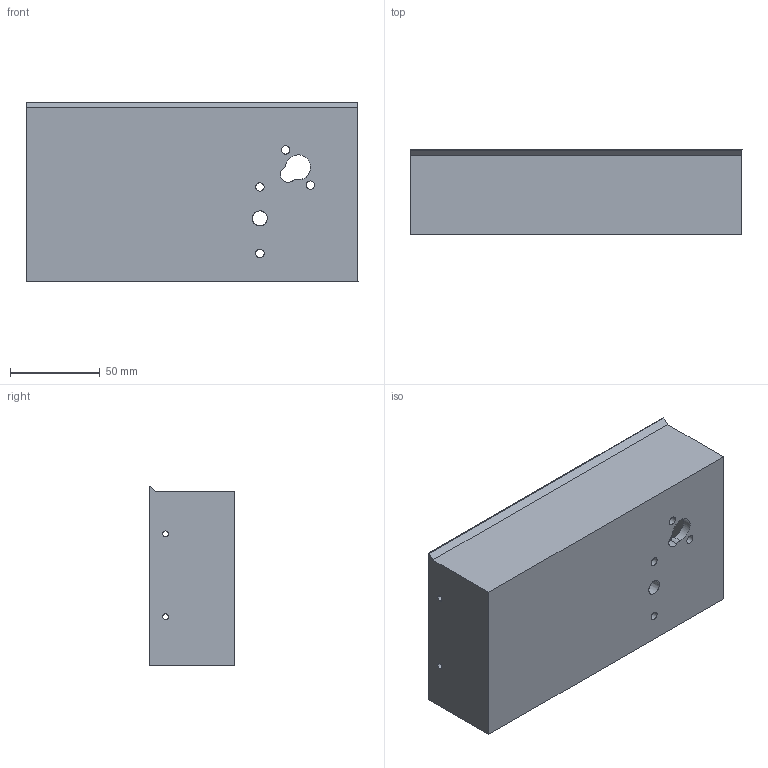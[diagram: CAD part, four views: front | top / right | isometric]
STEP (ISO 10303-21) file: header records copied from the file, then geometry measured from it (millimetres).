
FILE_DESCRIPTION(('HOOPS Exchange Step'),'2;1');
FILE_NAME('Umbilical Panel NH36.stp','2026-02-26T11:23:02-05:00',('RED'),('Unknown organisation'),'HOOPS Exchange 2025.8','HOOPS Exchange','Unknown authorisation');
FILE_SCHEMA( ('AP203_CONFIGURATION_CONTROLLED_3D_DESIGN_OF_MECHANICAL_PARTS_AND_ASSEMBLIES_MIM_LF') );
Length unit declared in the file: millimetre
Products named in the file (2): 0; root
Assembly tree (1 placements, depth 2):
  root
    0
Bounding box: 185.04 x 47.57 x 100 mm (x, y, z)
Volume: 197049.2 mm3; surface area: 87392.3 mm2
Topology: 1 solids, 1 shells, 75 faces, 208 edges, 149 vertices
Faces by surface type: plane 38, cylinder 25, bspline 12
Full cylindrical faces by diameter (mm): 3.2 x3, 4.7 x11, 15 x1
Entity records: 7105 total; most frequent: CARTESIAN_POINT 5116, ORIENTED_EDGE 416, DIRECTION 361, EDGE_CURVE 208, VERTEX_POINT 149, AXIS2_PLACEMENT_3D 138, EDGE_LOOP 119, FACE_BOUND 119
